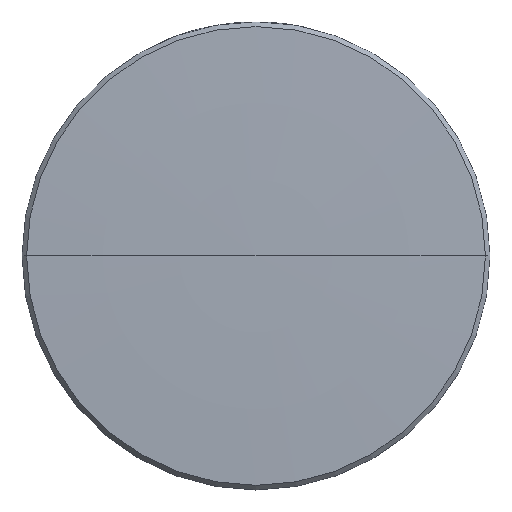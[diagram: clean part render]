
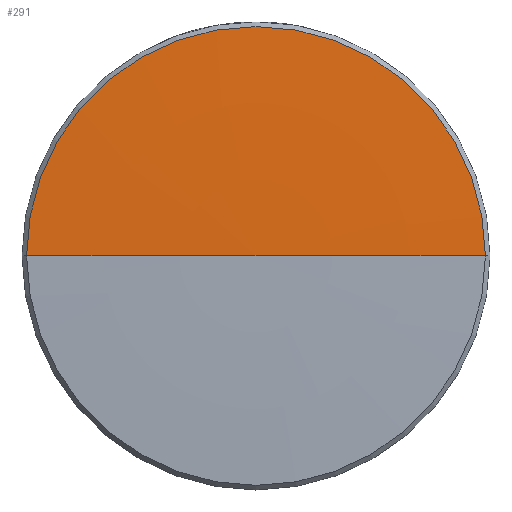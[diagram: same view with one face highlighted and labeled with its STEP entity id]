
A CAD part, top view. The second image highlights one B-rep face of the part: STEP entity #291.
In plain terms, the highlighted toroidal (fillet/blend) face has major radius 0.103 mm and minor radius 345.06 mm.
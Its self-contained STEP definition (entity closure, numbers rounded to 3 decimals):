
#98 = AXIS2_PLACEMENT_3D ( 'NONE', #1861, #1440, #441 ) ;
#108 = ORIENTED_EDGE ( 'NONE', *, *, #476, .F. ) ;
#171 = CARTESIAN_POINT ( 'NONE',  ( 12.715, 11.018, 20.425 ) ) ;
#218 = CARTESIAN_POINT ( 'NONE',  ( 0.265, 11.018, 20.204 ) ) ;
#291 = ADVANCED_FACE ( 'NONE', ( #2467 ), #848, .T. ) ;
#418 = CIRCLE ( 'NONE', #1894, 345.06 ) ;
#441 = DIRECTION ( 'NONE',  ( 1., 0., 0. ) ) ;
#476 = EDGE_CURVE ( 'NONE', #1251, #1271, #1974, .T. ) ;
#544 = AXIS2_PLACEMENT_3D ( 'NONE', #2073, #1108, #2127 ) ;
#642 = ORIENTED_EDGE ( 'NONE', *, *, #1015, .T. ) ;
#682 = CARTESIAN_POINT ( 'NONE',  ( 12.818, 11.018, -324.635 ) ) ;
#814 = EDGE_LOOP ( 'NONE', ( #2408, #642, #108 ) ) ;
#848 = TOROIDAL_SURFACE ( 'NONE', #98, 0.103, 345.06 ) ;
#899 = VERTEX_POINT ( 'NONE', #218 ) ;
#962 = DIRECTION ( 'NONE',  ( 0., 1., 0. ) ) ;
#1015 = EDGE_CURVE ( 'NONE', #899, #1271, #418, .T. ) ;
#1108 = DIRECTION ( 'NONE',  ( 0., 0., 1. ) ) ;
#1109 = CIRCLE ( 'NONE', #544, 12.45 ) ;
#1251 = VERTEX_POINT ( 'NONE', #2618 ) ;
#1271 = VERTEX_POINT ( 'NONE', #171 ) ;
#1376 = DIRECTION ( 'NONE',  ( -1., 0., 0. ) ) ;
#1404 = AXIS2_PLACEMENT_3D ( 'NONE', #682, #2132, #1984 ) ;
#1440 = DIRECTION ( 'NONE',  ( 0., 0., 1. ) ) ;
#1563 = CARTESIAN_POINT ( 'NONE',  ( 12.613, 11.018, -324.635 ) ) ;
#1861 = CARTESIAN_POINT ( 'NONE',  ( 12.715, 11.018, -324.635 ) ) ;
#1894 = AXIS2_PLACEMENT_3D ( 'NONE', #1563, #962, #1376 ) ;
#1974 = CIRCLE ( 'NONE', #1404, 345.06 ) ;
#1984 = DIRECTION ( 'NONE',  ( 0., 0., -1. ) ) ;
#2073 = CARTESIAN_POINT ( 'NONE',  ( 12.715, 11.018, 20.204 ) ) ;
#2127 = DIRECTION ( 'NONE',  ( -1., 0., 0. ) ) ;
#2132 = DIRECTION ( 'NONE',  ( 0., -1., 0. ) ) ;
#2149 = EDGE_CURVE ( 'NONE', #1251, #899, #1109, .T. ) ;
#2408 = ORIENTED_EDGE ( 'NONE', *, *, #2149, .T. ) ;
#2467 = FACE_OUTER_BOUND ( 'NONE', #814, .T. ) ;
#2618 = CARTESIAN_POINT ( 'NONE',  ( 25.166, 11.018, 20.204 ) ) ;
